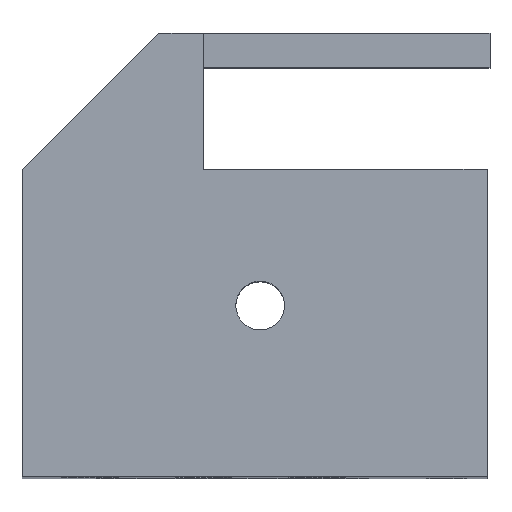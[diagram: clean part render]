
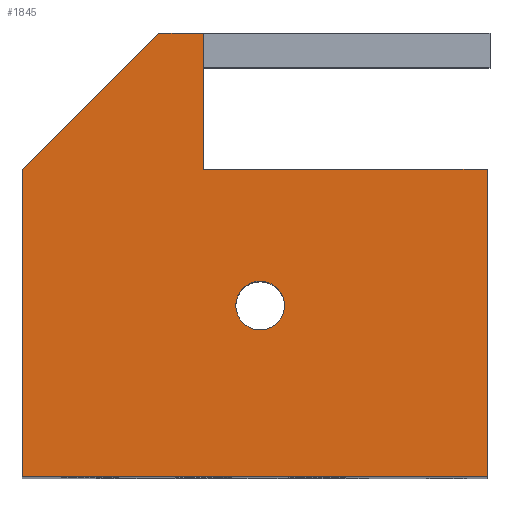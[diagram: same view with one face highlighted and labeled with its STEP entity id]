
A CAD part, top view. The second image highlights one B-rep face of the part: STEP entity #1845.
In plain terms, the highlighted planar face has unit normal (0, 0, 1).
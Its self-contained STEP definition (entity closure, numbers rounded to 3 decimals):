
#69=FACE_BOUND('',#286,.T.);
#122=CIRCLE('',#1973,2.15);
#178=FACE_OUTER_BOUND('',#285,.T.);
#285=EDGE_LOOP('',(#1355,#1356,#1357,#1358,#1359,#1360,#1361,#1362));
#286=EDGE_LOOP('',(#1363));
#398=LINE('',#2646,#598);
#436=LINE('',#2755,#636);
#458=LINE('',#2806,#658);
#459=LINE('',#2808,#659);
#460=LINE('',#2810,#660);
#461=LINE('',#2812,#661);
#462=LINE('',#2814,#662);
#463=LINE('',#2815,#663);
#598=VECTOR('',#2122,10.);
#636=VECTOR('',#2212,10.);
#658=VECTOR('',#2254,10.);
#659=VECTOR('',#2255,10.);
#660=VECTOR('',#2256,10.);
#661=VECTOR('',#2257,10.);
#662=VECTOR('',#2258,10.);
#663=VECTOR('',#2259,10.);
#799=VERTEX_POINT('',#2643);
#800=VERTEX_POINT('',#2645);
#845=VERTEX_POINT('',#2754);
#864=VERTEX_POINT('',#2805);
#865=VERTEX_POINT('',#2807);
#866=VERTEX_POINT('',#2809);
#867=VERTEX_POINT('',#2811);
#868=VERTEX_POINT('',#2813);
#869=VERTEX_POINT('',#2816);
#979=EDGE_CURVE('',#800,#799,#398,.T.);
#1032=EDGE_CURVE('',#800,#845,#436,.T.);
#1058=EDGE_CURVE('',#864,#799,#458,.T.);
#1059=EDGE_CURVE('',#865,#864,#459,.T.);
#1060=EDGE_CURVE('',#866,#865,#460,.T.);
#1061=EDGE_CURVE('',#866,#867,#461,.T.);
#1062=EDGE_CURVE('',#867,#868,#462,.T.);
#1063=EDGE_CURVE('',#868,#845,#463,.T.);
#1064=EDGE_CURVE('',#869,#869,#122,.T.);
#1355=ORIENTED_EDGE('',*,*,#979,.T.);
#1356=ORIENTED_EDGE('',*,*,#1058,.F.);
#1357=ORIENTED_EDGE('',*,*,#1059,.F.);
#1358=ORIENTED_EDGE('',*,*,#1060,.F.);
#1359=ORIENTED_EDGE('',*,*,#1061,.T.);
#1360=ORIENTED_EDGE('',*,*,#1062,.T.);
#1361=ORIENTED_EDGE('',*,*,#1063,.T.);
#1362=ORIENTED_EDGE('',*,*,#1032,.F.);
#1363=ORIENTED_EDGE('',*,*,#1064,.T.);
#1783=PLANE('',#1972);
#1845=ADVANCED_FACE('',(#178,#69),#1783,.T.);
#1972=AXIS2_PLACEMENT_3D('',#2804,#2252,#2253);
#1973=AXIS2_PLACEMENT_3D('',#2817,#2260,#2261);
#2122=DIRECTION('',(0.,-1.,0.));
#2212=DIRECTION('',(1.,0.,0.));
#2252=DIRECTION('center_axis',(0.,0.,1.));
#2253=DIRECTION('ref_axis',(1.,0.,0.));
#2254=DIRECTION('',(-1.,0.,0.));
#2255=DIRECTION('',(0.,-1.,0.));
#2256=DIRECTION('',(1.,0.,0.));
#2257=DIRECTION('',(0.,1.,0.));
#2258=DIRECTION('',(-1.,0.,0.));
#2259=DIRECTION('',(-0.707,-0.707,0.));
#2260=DIRECTION('center_axis',(0.,0.,-1.));
#2261=DIRECTION('ref_axis',(1.,0.,0.));
#2643=CARTESIAN_POINT('',(-16.,122.886,-242.));
#2645=CARTESIAN_POINT('',(-16.,150.,-242.));
#2646=CARTESIAN_POINT('',(-16.,124.386,-242.));
#2754=CARTESIAN_POINT('',(-15.937,150.,-242.));
#2755=CARTESIAN_POINT('',(5.,150.,-242.));
#2804=CARTESIAN_POINT('Origin',(-20.,125.886,-242.));
#2805=CARTESIAN_POINT('',(25.,122.886,-242.));
#2806=CARTESIAN_POINT('',(-12.5,122.886,-242.));
#2807=CARTESIAN_POINT('',(25.,150.,-242.));
#2808=CARTESIAN_POINT('',(25.,136.943,-242.));
#2809=CARTESIAN_POINT('',(0.,150.,-242.));
#2810=CARTESIAN_POINT('',(5.,150.,-242.));
#2811=CARTESIAN_POINT('',(0.,162.,-242.));
#2812=CARTESIAN_POINT('',(0.,150.,-242.));
#2813=CARTESIAN_POINT('',(-3.938,162.,-242.));
#2814=CARTESIAN_POINT('',(-2.938,162.,-242.));
#2815=CARTESIAN_POINT('',(-9.938,156.,-242.));
#2816=CARTESIAN_POINT('',(2.85,138.,-242.));
#2817=CARTESIAN_POINT('Origin',(5.,138.,-242.));
